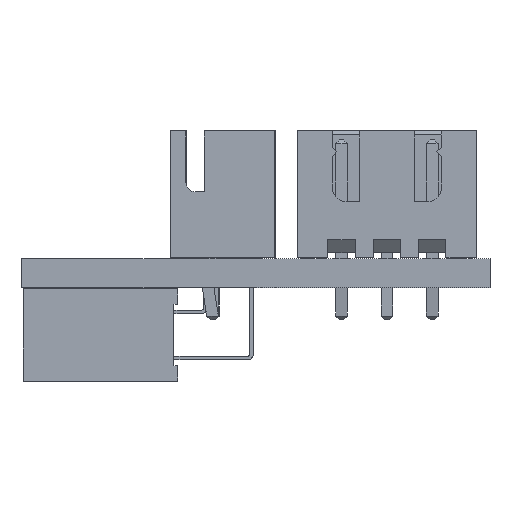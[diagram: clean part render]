
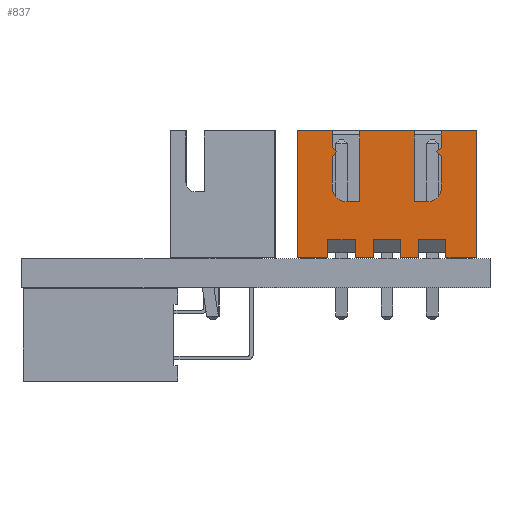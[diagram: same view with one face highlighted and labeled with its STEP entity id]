
A CAD part, front view. The second image highlights one B-rep face of the part: STEP entity #837.
In plain terms, the highlighted face is planar.
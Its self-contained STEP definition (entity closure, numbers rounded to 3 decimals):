
#218 = VERTEX_POINT('',#219);
#219 = CARTESIAN_POINT('',(-2.45,2.35,0.));
#227 = EDGE_CURVE('',#218,#228,#230,.T.);
#228 = VERTEX_POINT('',#229);
#229 = CARTESIAN_POINT('',(-2.45,2.35,7.));
#230 = LINE('',#231,#232);
#231 = CARTESIAN_POINT('',(-2.45,2.35,0.));
#232 = VECTOR('',#233,1.);
#233 = DIRECTION('',(0.,0.,1.));
#451 = VERTEX_POINT('',#452);
#452 = CARTESIAN_POINT('',(7.45,2.35,0.));
#494 = VERTEX_POINT('',#495);
#495 = CARTESIAN_POINT('',(7.45,2.35,7.));
#501 = EDGE_CURVE('',#451,#494,#502,.T.);
#502 = LINE('',#503,#504);
#503 = CARTESIAN_POINT('',(7.45,2.35,0.));
#504 = VECTOR('',#505,1.);
#505 = DIRECTION('',(0.,0.,1.));
#609 = VERTEX_POINT('',#610);
#610 = CARTESIAN_POINT('',(-0.75,2.35,0.));
#616 = EDGE_CURVE('',#609,#218,#617,.T.);
#617 = LINE('',#618,#619);
#618 = CARTESIAN_POINT('',(7.45,2.35,0.));
#619 = VECTOR('',#620,1.);
#620 = DIRECTION('',(-1.,0.,0.));
#819 = VERTEX_POINT('',#820);
#820 = CARTESIAN_POINT('',(-0.5,2.35,7.));
#826 = EDGE_CURVE('',#819,#228,#827,.T.);
#827 = LINE('',#828,#829);
#828 = CARTESIAN_POINT('',(7.45,2.35,7.));
#829 = VECTOR('',#830,1.);
#830 = DIRECTION('',(-1.,0.,0.));
#837 = ADVANCED_FACE('',(#838),#1066,.F.);
#838 = FACE_BOUND('',#839,.F.);
#839 = EDGE_LOOP('',(#840,#848,#849,#857,#865,#873,#881,#889,#898,#906,
    #914,#922,#930,#938,#947,#955,#963,#971,#977,#978,#979,#980,#988,
    #996,#1004,#1012,#1020,#1028,#1036,#1044,#1052,#1060));
#840 = ORIENTED_EDGE('',*,*,#841,.F.);
#841 = EDGE_CURVE('',#451,#842,#844,.T.);
#842 = VERTEX_POINT('',#843);
#843 = CARTESIAN_POINT('',(5.75,2.35,0.));
#844 = LINE('',#845,#846);
#845 = CARTESIAN_POINT('',(7.45,2.35,0.));
#846 = VECTOR('',#847,1.);
#847 = DIRECTION('',(-1.,0.,0.));
#848 = ORIENTED_EDGE('',*,*,#501,.T.);
#849 = ORIENTED_EDGE('',*,*,#850,.T.);
#850 = EDGE_CURVE('',#494,#851,#853,.T.);
#851 = VERTEX_POINT('',#852);
#852 = CARTESIAN_POINT('',(5.5,2.35,7.));
#853 = LINE('',#854,#855);
#854 = CARTESIAN_POINT('',(7.45,2.35,7.));
#855 = VECTOR('',#856,1.);
#856 = DIRECTION('',(-1.,0.,0.));
#857 = ORIENTED_EDGE('',*,*,#858,.F.);
#858 = EDGE_CURVE('',#859,#851,#861,.T.);
#859 = VERTEX_POINT('',#860);
#860 = CARTESIAN_POINT('',(5.5,2.35,6.1));
#861 = LINE('',#862,#863);
#862 = CARTESIAN_POINT('',(5.5,2.35,6.1));
#863 = VECTOR('',#864,1.);
#864 = DIRECTION('',(0.,0.,1.));
#865 = ORIENTED_EDGE('',*,*,#866,.F.);
#866 = EDGE_CURVE('',#867,#859,#869,.T.);
#867 = VERTEX_POINT('',#868);
#868 = CARTESIAN_POINT('',(5.25,2.35,5.85));
#869 = LINE('',#870,#871);
#870 = CARTESIAN_POINT('',(5.25,2.35,5.85));
#871 = VECTOR('',#872,1.);
#872 = DIRECTION('',(0.707,0.,0.707)
  );
#873 = ORIENTED_EDGE('',*,*,#874,.F.);
#874 = EDGE_CURVE('',#875,#867,#877,.T.);
#875 = VERTEX_POINT('',#876);
#876 = CARTESIAN_POINT('',(5.5,2.35,5.6));
#877 = LINE('',#878,#879);
#878 = CARTESIAN_POINT('',(5.5,2.35,5.6));
#879 = VECTOR('',#880,1.);
#880 = DIRECTION('',(-0.707,0.,0.707)
  );
#881 = ORIENTED_EDGE('',*,*,#882,.F.);
#882 = EDGE_CURVE('',#883,#875,#885,.T.);
#883 = VERTEX_POINT('',#884);
#884 = CARTESIAN_POINT('',(5.5,2.35,3.85));
#885 = LINE('',#886,#887);
#886 = CARTESIAN_POINT('',(5.5,2.35,3.1));
#887 = VECTOR('',#888,1.);
#888 = DIRECTION('',(0.,0.,1.));
#889 = ORIENTED_EDGE('',*,*,#890,.F.);
#890 = EDGE_CURVE('',#891,#883,#893,.T.);
#891 = VERTEX_POINT('',#892);
#892 = CARTESIAN_POINT('',(4.75,2.35,3.1));
#893 = CIRCLE('',#894,0.75);
#894 = AXIS2_PLACEMENT_3D('',#895,#896,#897);
#895 = CARTESIAN_POINT('',(4.75,2.35,3.85));
#896 = DIRECTION('',(0.,-1.,0.));
#897 = DIRECTION('',(0.,0.,1.));
#898 = ORIENTED_EDGE('',*,*,#899,.F.);
#899 = EDGE_CURVE('',#900,#891,#902,.T.);
#900 = VERTEX_POINT('',#901);
#901 = CARTESIAN_POINT('',(4.,2.35,3.1));
#902 = LINE('',#903,#904);
#903 = CARTESIAN_POINT('',(4.,2.35,3.1));
#904 = VECTOR('',#905,1.);
#905 = DIRECTION('',(1.,0.,0.));
#906 = ORIENTED_EDGE('',*,*,#907,.F.);
#907 = EDGE_CURVE('',#908,#900,#910,.T.);
#908 = VERTEX_POINT('',#909);
#909 = CARTESIAN_POINT('',(4.,2.35,7.));
#910 = LINE('',#911,#912);
#911 = CARTESIAN_POINT('',(4.,2.35,7.));
#912 = VECTOR('',#913,1.);
#913 = DIRECTION('',(-0.,0.,-1.));
#914 = ORIENTED_EDGE('',*,*,#915,.T.);
#915 = EDGE_CURVE('',#908,#916,#918,.T.);
#916 = VERTEX_POINT('',#917);
#917 = CARTESIAN_POINT('',(1.,2.35,7.));
#918 = LINE('',#919,#920);
#919 = CARTESIAN_POINT('',(7.45,2.35,7.));
#920 = VECTOR('',#921,1.);
#921 = DIRECTION('',(-1.,0.,0.));
#922 = ORIENTED_EDGE('',*,*,#923,.T.);
#923 = EDGE_CURVE('',#916,#924,#926,.T.);
#924 = VERTEX_POINT('',#925);
#925 = CARTESIAN_POINT('',(1.,2.35,3.1));
#926 = LINE('',#927,#928);
#927 = CARTESIAN_POINT('',(1.,2.35,7.));
#928 = VECTOR('',#929,1.);
#929 = DIRECTION('',(-0.,0.,-1.));
#930 = ORIENTED_EDGE('',*,*,#931,.T.);
#931 = EDGE_CURVE('',#924,#932,#934,.T.);
#932 = VERTEX_POINT('',#933);
#933 = CARTESIAN_POINT('',(0.25,2.35,3.1));
#934 = LINE('',#935,#936);
#935 = CARTESIAN_POINT('',(1.,2.35,3.1));
#936 = VECTOR('',#937,1.);
#937 = DIRECTION('',(-1.,0.,0.));
#938 = ORIENTED_EDGE('',*,*,#939,.T.);
#939 = EDGE_CURVE('',#932,#940,#942,.T.);
#940 = VERTEX_POINT('',#941);
#941 = CARTESIAN_POINT('',(-0.5,2.35,3.85));
#942 = CIRCLE('',#943,0.75);
#943 = AXIS2_PLACEMENT_3D('',#944,#945,#946);
#944 = CARTESIAN_POINT('',(0.25,2.35,3.85));
#945 = DIRECTION('',(0.,1.,-0.));
#946 = DIRECTION('',(0.,0.,1.));
#947 = ORIENTED_EDGE('',*,*,#948,.T.);
#948 = EDGE_CURVE('',#940,#949,#951,.T.);
#949 = VERTEX_POINT('',#950);
#950 = CARTESIAN_POINT('',(-0.5,2.35,5.6));
#951 = LINE('',#952,#953);
#952 = CARTESIAN_POINT('',(-0.5,2.35,3.1));
#953 = VECTOR('',#954,1.);
#954 = DIRECTION('',(0.,0.,1.));
#955 = ORIENTED_EDGE('',*,*,#956,.T.);
#956 = EDGE_CURVE('',#949,#957,#959,.T.);
#957 = VERTEX_POINT('',#958);
#958 = CARTESIAN_POINT('',(-0.25,2.35,5.85));
#959 = LINE('',#960,#961);
#960 = CARTESIAN_POINT('',(-0.5,2.35,5.6));
#961 = VECTOR('',#962,1.);
#962 = DIRECTION('',(0.707,0.,0.707)
  );
#963 = ORIENTED_EDGE('',*,*,#964,.T.);
#964 = EDGE_CURVE('',#957,#965,#967,.T.);
#965 = VERTEX_POINT('',#966);
#966 = CARTESIAN_POINT('',(-0.5,2.35,6.1));
#967 = LINE('',#968,#969);
#968 = CARTESIAN_POINT('',(-0.25,2.35,5.85));
#969 = VECTOR('',#970,1.);
#970 = DIRECTION('',(-0.707,0.,0.707)
  );
#971 = ORIENTED_EDGE('',*,*,#972,.T.);
#972 = EDGE_CURVE('',#965,#819,#973,.T.);
#973 = LINE('',#974,#975);
#974 = CARTESIAN_POINT('',(-0.5,2.35,6.1));
#975 = VECTOR('',#976,1.);
#976 = DIRECTION('',(0.,0.,1.));
#977 = ORIENTED_EDGE('',*,*,#826,.T.);
#978 = ORIENTED_EDGE('',*,*,#227,.F.);
#979 = ORIENTED_EDGE('',*,*,#616,.F.);
#980 = ORIENTED_EDGE('',*,*,#981,.T.);
#981 = EDGE_CURVE('',#609,#982,#984,.T.);
#982 = VERTEX_POINT('',#983);
#983 = CARTESIAN_POINT('',(-0.75,2.35,1.));
#984 = LINE('',#985,#986);
#985 = CARTESIAN_POINT('',(-0.75,2.35,0.));
#986 = VECTOR('',#987,1.);
#987 = DIRECTION('',(0.,0.,1.));
#988 = ORIENTED_EDGE('',*,*,#989,.F.);
#989 = EDGE_CURVE('',#990,#982,#992,.T.);
#990 = VERTEX_POINT('',#991);
#991 = CARTESIAN_POINT('',(0.75,2.35,1.));
#992 = LINE('',#993,#994);
#993 = CARTESIAN_POINT('',(0.75,2.35,1.));
#994 = VECTOR('',#995,1.);
#995 = DIRECTION('',(-1.,0.,0.));
#996 = ORIENTED_EDGE('',*,*,#997,.F.);
#997 = EDGE_CURVE('',#998,#990,#1000,.T.);
#998 = VERTEX_POINT('',#999);
#999 = CARTESIAN_POINT('',(0.75,2.35,0.));
#1000 = LINE('',#1001,#1002);
#1001 = CARTESIAN_POINT('',(0.75,2.35,0.));
#1002 = VECTOR('',#1003,1.);
#1003 = DIRECTION('',(0.,0.,1.));
#1004 = ORIENTED_EDGE('',*,*,#1005,.F.);
#1005 = EDGE_CURVE('',#1006,#998,#1008,.T.);
#1006 = VERTEX_POINT('',#1007);
#1007 = CARTESIAN_POINT('',(1.75,2.35,0.));
#1008 = LINE('',#1009,#1010);
#1009 = CARTESIAN_POINT('',(7.45,2.35,0.));
#1010 = VECTOR('',#1011,1.);
#1011 = DIRECTION('',(-1.,0.,0.));
#1012 = ORIENTED_EDGE('',*,*,#1013,.T.);
#1013 = EDGE_CURVE('',#1006,#1014,#1016,.T.);
#1014 = VERTEX_POINT('',#1015);
#1015 = CARTESIAN_POINT('',(1.75,2.35,1.));
#1016 = LINE('',#1017,#1018);
#1017 = CARTESIAN_POINT('',(1.75,2.35,0.));
#1018 = VECTOR('',#1019,1.);
#1019 = DIRECTION('',(0.,0.,1.));
#1020 = ORIENTED_EDGE('',*,*,#1021,.F.);
#1021 = EDGE_CURVE('',#1022,#1014,#1024,.T.);
#1022 = VERTEX_POINT('',#1023);
#1023 = CARTESIAN_POINT('',(3.25,2.35,1.));
#1024 = LINE('',#1025,#1026);
#1025 = CARTESIAN_POINT('',(3.25,2.35,1.));
#1026 = VECTOR('',#1027,1.);
#1027 = DIRECTION('',(-1.,0.,0.));
#1028 = ORIENTED_EDGE('',*,*,#1029,.F.);
#1029 = EDGE_CURVE('',#1030,#1022,#1032,.T.);
#1030 = VERTEX_POINT('',#1031);
#1031 = CARTESIAN_POINT('',(3.25,2.35,0.));
#1032 = LINE('',#1033,#1034);
#1033 = CARTESIAN_POINT('',(3.25,2.35,0.));
#1034 = VECTOR('',#1035,1.);
#1035 = DIRECTION('',(0.,0.,1.));
#1036 = ORIENTED_EDGE('',*,*,#1037,.F.);
#1037 = EDGE_CURVE('',#1038,#1030,#1040,.T.);
#1038 = VERTEX_POINT('',#1039);
#1039 = CARTESIAN_POINT('',(4.25,2.35,0.));
#1040 = LINE('',#1041,#1042);
#1041 = CARTESIAN_POINT('',(7.45,2.35,0.));
#1042 = VECTOR('',#1043,1.);
#1043 = DIRECTION('',(-1.,0.,0.));
#1044 = ORIENTED_EDGE('',*,*,#1045,.T.);
#1045 = EDGE_CURVE('',#1038,#1046,#1048,.T.);
#1046 = VERTEX_POINT('',#1047);
#1047 = CARTESIAN_POINT('',(4.25,2.35,1.));
#1048 = LINE('',#1049,#1050);
#1049 = CARTESIAN_POINT('',(4.25,2.35,0.));
#1050 = VECTOR('',#1051,1.);
#1051 = DIRECTION('',(0.,0.,1.));
#1052 = ORIENTED_EDGE('',*,*,#1053,.F.);
#1053 = EDGE_CURVE('',#1054,#1046,#1056,.T.);
#1054 = VERTEX_POINT('',#1055);
#1055 = CARTESIAN_POINT('',(5.75,2.35,1.));
#1056 = LINE('',#1057,#1058);
#1057 = CARTESIAN_POINT('',(5.75,2.35,1.));
#1058 = VECTOR('',#1059,1.);
#1059 = DIRECTION('',(-1.,0.,0.));
#1060 = ORIENTED_EDGE('',*,*,#1061,.F.);
#1061 = EDGE_CURVE('',#842,#1054,#1062,.T.);
#1062 = LINE('',#1063,#1064);
#1063 = CARTESIAN_POINT('',(5.75,2.35,0.));
#1064 = VECTOR('',#1065,1.);
#1065 = DIRECTION('',(0.,0.,1.));
#1066 = PLANE('',#1067);
#1067 = AXIS2_PLACEMENT_3D('',#1068,#1069,#1070);
#1068 = CARTESIAN_POINT('',(7.45,2.35,0.));
#1069 = DIRECTION('',(0.,-1.,0.));
#1070 = DIRECTION('',(-1.,0.,0.));
